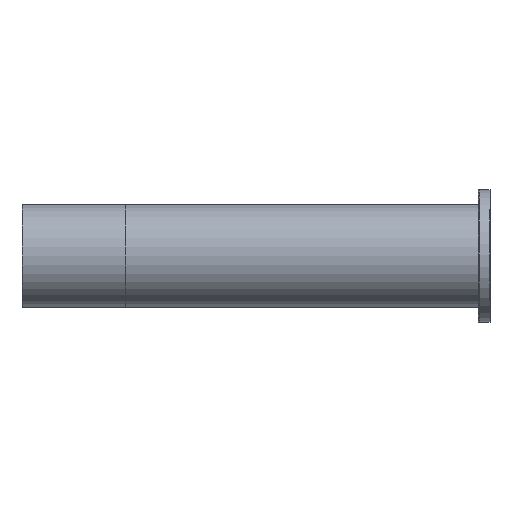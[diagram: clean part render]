
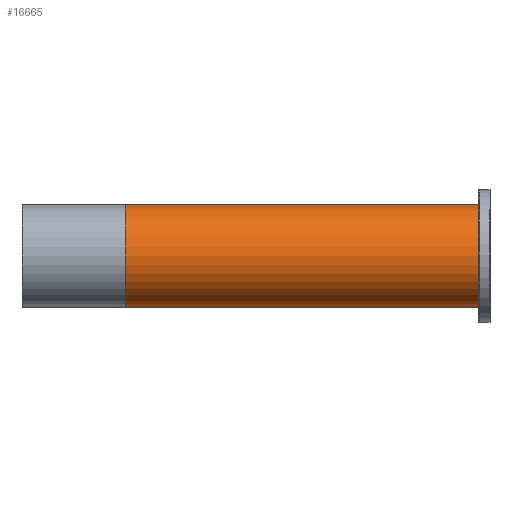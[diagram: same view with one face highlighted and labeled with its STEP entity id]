
A CAD part, left-side view. The second image highlights one B-rep face of the part: STEP entity #16665.
In plain terms, the highlighted cylindrical face has radius 17.5 mm (diameter 35 mm), a partial arc.
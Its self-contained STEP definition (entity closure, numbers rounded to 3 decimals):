
#1500 = DIRECTION ( 'NONE',  ( 0., 0., -1. ) ) ;
#1561 = DIRECTION ( 'NONE',  ( 0., 0., 1. ) ) ;
#1576 = VECTOR ( 'NONE', #15262, 1000. ) ;
#1713 = CARTESIAN_POINT ( 'NONE',  ( 0., 120., -17.5 ) ) ;
#1729 = LINE ( 'NONE', #9925, #1576 ) ;
#1730 = VERTEX_POINT ( 'NONE', #9317 ) ;
#1744 = EDGE_CURVE ( 'NONE', #3163, #15196, #14805, .T. ) ;
#2740 = CYLINDRICAL_SURFACE ( 'NONE', #3758, 17.5 ) ;
#2820 = FACE_OUTER_BOUND ( 'NONE', #13222, .T. ) ;
#3163 = VERTEX_POINT ( 'NONE', #1713 ) ;
#3395 = VERTEX_POINT ( 'NONE', #7252 ) ;
#3456 = CARTESIAN_POINT ( 'NONE',  ( 0., 0., 0. ) ) ;
#3758 = AXIS2_PLACEMENT_3D ( 'NONE', #9601, #11986, #1500 ) ;
#4152 = LINE ( 'NONE', #5386, #14678 ) ;
#4972 = CIRCLE ( 'NONE', #14787, 17.5 ) ;
#5386 = CARTESIAN_POINT ( 'NONE',  ( 0., 120., -17.5 ) ) ;
#5610 = DIRECTION ( 'NONE',  ( 0., 1., 0. ) ) ;
#6070 = ORIENTED_EDGE ( 'NONE', *, *, #8294, .T. ) ;
#7233 = AXIS2_PLACEMENT_3D ( 'NONE', #11050, #5610, #1561 ) ;
#7252 = CARTESIAN_POINT ( 'NONE',  ( 0., 0., 17.5 ) ) ;
#8294 = EDGE_CURVE ( 'NONE', #3163, #1730, #4152, .T. ) ;
#9317 = CARTESIAN_POINT ( 'NONE',  ( 0., 0., -17.5 ) ) ;
#9601 = CARTESIAN_POINT ( 'NONE',  ( 0., 120., 0. ) ) ;
#9925 = CARTESIAN_POINT ( 'NONE',  ( 0., 120., 17.5 ) ) ;
#11050 = CARTESIAN_POINT ( 'NONE',  ( 0., 120., 0. ) ) ;
#11459 = ORIENTED_EDGE ( 'NONE', *, *, #1744, .F. ) ;
#11554 = DIRECTION ( 'NONE',  ( 0., 0., 1. ) ) ;
#11863 = ORIENTED_EDGE ( 'NONE', *, *, #12890, .T. ) ;
#11986 = DIRECTION ( 'NONE',  ( 0., -1., 0. ) ) ;
#12890 = EDGE_CURVE ( 'NONE', #1730, #3395, #4972, .T. ) ;
#13060 = DIRECTION ( 'NONE',  ( 0., 1., 0. ) ) ;
#13222 = EDGE_LOOP ( 'NONE', ( #16095, #11459, #6070, #11863 ) ) ;
#14678 = VECTOR ( 'NONE', #15939, 1000. ) ;
#14787 = AXIS2_PLACEMENT_3D ( 'NONE', #3456, #13060, #11554 ) ;
#14805 = CIRCLE ( 'NONE', #7233, 17.5 ) ;
#15000 = CARTESIAN_POINT ( 'NONE',  ( 0., 120., 17.5 ) ) ;
#15196 = VERTEX_POINT ( 'NONE', #15000 ) ;
#15262 = DIRECTION ( 'NONE',  ( 0., -1., 0. ) ) ;
#15383 = EDGE_CURVE ( 'NONE', #15196, #3395, #1729, .T. ) ;
#15939 = DIRECTION ( 'NONE',  ( 0., -1., 0. ) ) ;
#16095 = ORIENTED_EDGE ( 'NONE', *, *, #15383, .F. ) ;
#16665 = ADVANCED_FACE ( 'NONE', ( #2820 ), #2740, .T. ) ;
